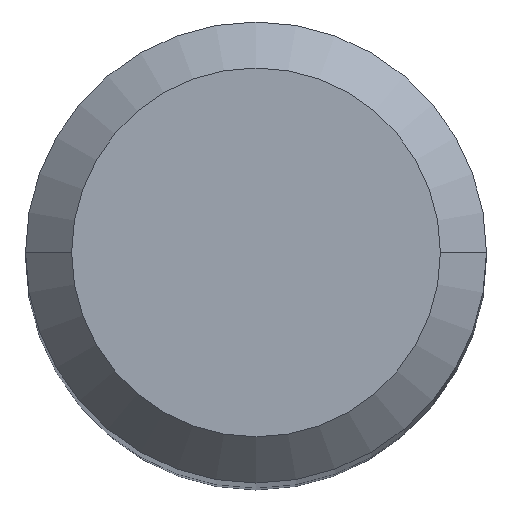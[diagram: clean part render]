
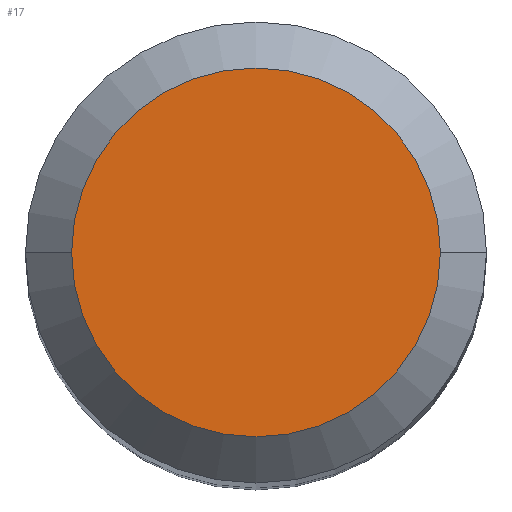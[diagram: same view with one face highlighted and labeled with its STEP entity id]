
A CAD part, top view. The second image highlights one B-rep face of the part: STEP entity #17.
In plain terms, the highlighted planar face has unit normal (0, 0, 1).
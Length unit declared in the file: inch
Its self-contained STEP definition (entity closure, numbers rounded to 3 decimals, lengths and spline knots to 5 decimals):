
#17 = ADVANCED_FACE ( 'NONE', ( #448 ), #293, .F. ) ;
#34 = CARTESIAN_POINT ( 'NONE',  ( -0.09448, 0., 0. ) ) ;
#37 = CIRCLE ( 'NONE', #370, 0.09448 ) ;
#50 = CARTESIAN_POINT ( 'NONE',  ( 0.09448, 0., 0. ) ) ;
#59 = EDGE_LOOP ( 'NONE', ( #358, #425 ) ) ;
#62 = DIRECTION ( 'NONE',  ( 0., 0., 1. ) ) ;
#88 = DIRECTION ( 'NONE',  ( 1., 0., 0. ) ) ;
#96 = EDGE_CURVE ( 'NONE', #311, #278, #37, .T. ) ;
#106 = DIRECTION ( 'NONE',  ( 0., 0., -1. ) ) ;
#113 = AXIS2_PLACEMENT_3D ( 'NONE', #332, #481, #380 ) ;
#245 = CARTESIAN_POINT ( 'NONE',  ( 0., 0., 0. ) ) ;
#260 = DIRECTION ( 'NONE',  ( -1., 0., 0. ) ) ;
#268 = CIRCLE ( 'NONE', #113, 0.09448 ) ;
#278 = VERTEX_POINT ( 'NONE', #50 ) ;
#280 = AXIS2_PLACEMENT_3D ( 'NONE', #413, #106, #260 ) ;
#293 = PLANE ( 'NONE',  #280 ) ;
#311 = VERTEX_POINT ( 'NONE', #34 ) ;
#332 = CARTESIAN_POINT ( 'NONE',  ( 0., 0., 0. ) ) ;
#335 = EDGE_CURVE ( 'NONE', #278, #311, #268, .T. ) ;
#358 = ORIENTED_EDGE ( 'NONE', *, *, #96, .T. ) ;
#370 = AXIS2_PLACEMENT_3D ( 'NONE', #245, #62, #88 ) ;
#380 = DIRECTION ( 'NONE',  ( 1., 0., 0. ) ) ;
#413 = CARTESIAN_POINT ( 'NONE',  ( 0., 0., 0. ) ) ;
#425 = ORIENTED_EDGE ( 'NONE', *, *, #335, .T. ) ;
#448 = FACE_OUTER_BOUND ( 'NONE', #59, .T. ) ;
#481 = DIRECTION ( 'NONE',  ( 0., 0., 1. ) ) ;
